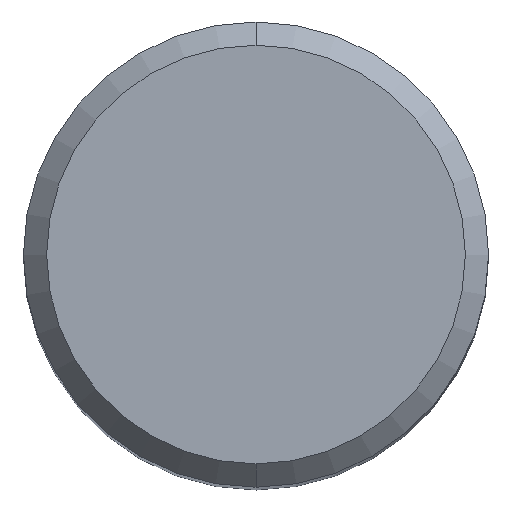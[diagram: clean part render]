
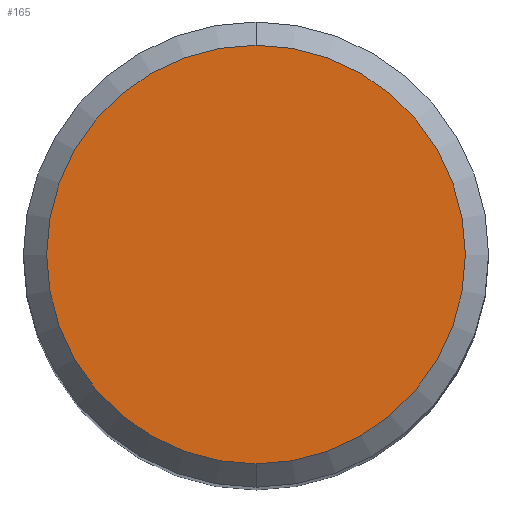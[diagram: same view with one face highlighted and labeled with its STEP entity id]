
A CAD part, top view. The second image highlights one B-rep face of the part: STEP entity #165.
In plain terms, the highlighted planar face has unit normal (0, 0, 1).
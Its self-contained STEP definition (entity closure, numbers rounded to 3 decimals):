
#99=VERTEX_POINT('',#250);
#119=EDGE_CURVE('',#99,#123,#271,.T.);
#123=VERTEX_POINT('',#275);
#157=EDGE_CURVE('',#123,#99,#313,.T.);
#165=ADVANCED_FACE('',(#321),#322,.T.);
#250=CARTESIAN_POINT('',(0.0,5.4,0.0));
#271=CIRCLE('',#436,5.4);
#275=CARTESIAN_POINT('',(0.,-5.4,0.0));
#313=CIRCLE('',#491,5.4);
#321=FACE_OUTER_BOUND('',#503,.T.);
#322=PLANE('',#504);
#436=AXIS2_PLACEMENT_3D('',#616,#617,#618);
#491=AXIS2_PLACEMENT_3D('',#666,#667,#668);
#503=EDGE_LOOP('',(#677,#678));
#504=AXIS2_PLACEMENT_3D('',#679,#680,#681);
#616=CARTESIAN_POINT('',(0.0,0.0,0.0));
#617=DIRECTION('',(0.0,0.0,-1.0));
#618=DIRECTION('',(0.0,1.0,0.0));
#666=CARTESIAN_POINT('',(0.0,0.0,0.0));
#667=DIRECTION('',(0.0,0.0,-1.0));
#668=DIRECTION('',(0.0,1.0,0.0));
#677=ORIENTED_EDGE('',*,*,#119,.F.);
#678=ORIENTED_EDGE('',*,*,#157,.F.);
#679=CARTESIAN_POINT('',(0.0,2.7,0.0));
#680=DIRECTION('',(-0.0,0.0,1.0));
#681=DIRECTION('',(0.0,-1.0,0.0));
